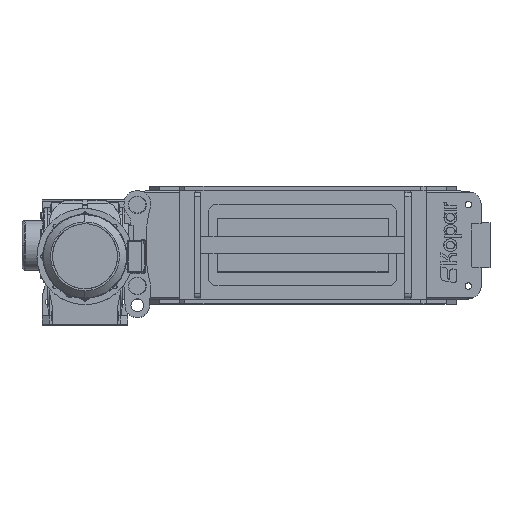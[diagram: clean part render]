
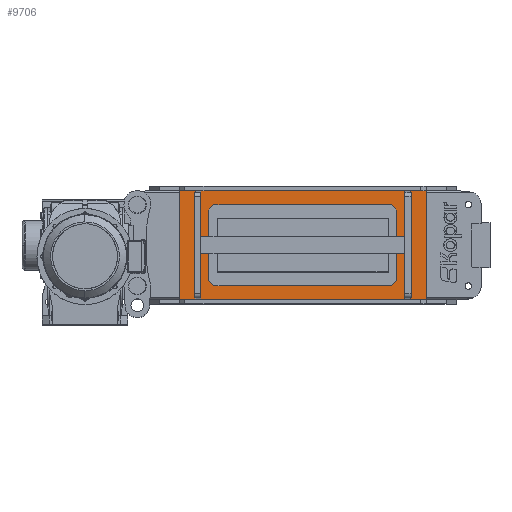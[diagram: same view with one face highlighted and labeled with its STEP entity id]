
A CAD part, top view. The second image highlights one B-rep face of the part: STEP entity #9706.
In plain terms, the highlighted planar face has unit normal (0, 0, 1).
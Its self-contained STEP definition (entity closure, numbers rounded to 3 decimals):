
#1363 = CARTESIAN_POINT ( 'NONE',  ( -441., -190., 293. ) ) ;
#2294 = LINE ( 'NONE', #38514, #113263 ) ;
#3902 = VERTEX_POINT ( 'NONE', #107576 ) ;
#3952 = CARTESIAN_POINT ( 'NONE',  ( -441., 165., 293. ) ) ;
#4698 = ORIENTED_EDGE ( 'NONE', *, *, #68883, .T. ) ;
#4773 = LINE ( 'NONE', #107629, #92690 ) ;
#6104 = EDGE_CURVE ( 'NONE', #44346, #84999, #112094, .T. ) ;
#7637 = VECTOR ( 'NONE', #108425, 1000. ) ;
#8184 = EDGE_CURVE ( 'NONE', #86600, #60370, #29731, .T. ) ;
#9238 = VECTOR ( 'NONE', #73138, 1000. ) ;
#9700 = EDGE_CURVE ( 'NONE', #102792, #44346, #117279, .T. ) ;
#9706 = ADVANCED_FACE ( 'NONE', ( #27088, #54323 ), #98529, .T. ) ;
#9839 = VERTEX_POINT ( 'NONE', #36730 ) ;
#13481 = LINE ( 'NONE', #106047, #44613 ) ;
#13522 = ORIENTED_EDGE ( 'NONE', *, *, #83079, .T. ) ;
#15758 = ORIENTED_EDGE ( 'NONE', *, *, #43599, .T. ) ;
#17941 = EDGE_CURVE ( 'NONE', #37750, #9839, #91961, .T. ) ;
#18144 = CARTESIAN_POINT ( 'NONE',  ( -441., 190., 293. ) ) ;
#23372 = LINE ( 'NONE', #25149, #28457 ) ;
#24962 = EDGE_CURVE ( 'NONE', #3902, #102792, #37789, .T. ) ;
#25149 = CARTESIAN_POINT ( 'NONE',  ( 441., 190., 293. ) ) ;
#26881 = ORIENTED_EDGE ( 'NONE', *, *, #17941, .T. ) ;
#27088 = FACE_BOUND ( 'NONE', #91064, .T. ) ;
#28294 = DIRECTION ( 'NONE',  ( 0., 0., 1. ) ) ;
#28457 = VECTOR ( 'NONE', #89345, 1000. ) ;
#29731 = LINE ( 'NONE', #1363, #101924 ) ;
#30347 = ORIENTED_EDGE ( 'NONE', *, *, #119370, .T. ) ;
#30383 = CARTESIAN_POINT ( 'NONE',  ( -582., 275., 293. ) ) ;
#34350 = ORIENTED_EDGE ( 'NONE', *, *, #43094, .T. ) ;
#36730 = CARTESIAN_POINT ( 'NONE',  ( 416., 190., 293. ) ) ;
#37750 = VERTEX_POINT ( 'NONE', #68287 ) ;
#37789 = LINE ( 'NONE', #63312, #100817 ) ;
#38514 = CARTESIAN_POINT ( 'NONE',  ( 416., -190., 293. ) ) ;
#43094 = EDGE_CURVE ( 'NONE', #105476, #58130, #23372, .T. ) ;
#43599 = EDGE_CURVE ( 'NONE', #9839, #105476, #68967, .T. ) ;
#44346 = VERTEX_POINT ( 'NONE', #98855 ) ;
#44613 = VECTOR ( 'NONE', #69763, 1000. ) ;
#51116 = VERTEX_POINT ( 'NONE', #3952 ) ;
#51815 = CARTESIAN_POINT ( 'NONE',  ( -416., -190., 293. ) ) ;
#52536 = CARTESIAN_POINT ( 'NONE',  ( 578., -275., 293. ) ) ;
#54323 = FACE_OUTER_BOUND ( 'NONE', #81009, .T. ) ;
#58130 = VERTEX_POINT ( 'NONE', #64790 ) ;
#58444 = VECTOR ( 'NONE', #119716, 1000. ) ;
#59073 = ORIENTED_EDGE ( 'NONE', *, *, #8184, .T. ) ;
#60370 = VERTEX_POINT ( 'NONE', #51815 ) ;
#63312 = CARTESIAN_POINT ( 'NONE',  ( -582., -275., 293. ) ) ;
#64790 = CARTESIAN_POINT ( 'NONE',  ( 441., -165., 293. ) ) ;
#66161 = EDGE_CURVE ( 'NONE', #60370, #66322, #4773, .T. ) ;
#66322 = VERTEX_POINT ( 'NONE', #116385 ) ;
#66948 = CARTESIAN_POINT ( 'NONE',  ( 441., 165., 293. ) ) ;
#68287 = CARTESIAN_POINT ( 'NONE',  ( -416., 190., 293. ) ) ;
#68883 = EDGE_CURVE ( 'NONE', #66322, #51116, #94581, .T. ) ;
#68967 = LINE ( 'NONE', #78631, #113333 ) ;
#69745 = LINE ( 'NONE', #96978, #7637 ) ;
#69763 = DIRECTION ( 'NONE',  ( 0.707, 0.707, 0. ) ) ;
#71215 = CARTESIAN_POINT ( 'NONE',  ( 416., -190., 293. ) ) ;
#73138 = DIRECTION ( 'NONE',  ( 0., 1., 0. ) ) ;
#73717 = DIRECTION ( 'NONE',  ( 0., 1., 0. ) ) ;
#74000 = CARTESIAN_POINT ( 'NONE',  ( -578., 275., 293. ) ) ;
#74639 = CARTESIAN_POINT ( 'NONE',  ( -441., 190., 293. ) ) ;
#77434 = DIRECTION ( 'NONE',  ( 0.707, -0.707, 0. ) ) ;
#77595 = DIRECTION ( 'NONE',  ( -1., 0., 0. ) ) ;
#78631 = CARTESIAN_POINT ( 'NONE',  ( 441., 165., 293. ) ) ;
#79615 = ORIENTED_EDGE ( 'NONE', *, *, #6104, .T. ) ;
#81009 = EDGE_LOOP ( 'NONE', ( #79615, #89271, #95958, #86510 ) ) ;
#81044 = EDGE_CURVE ( 'NONE', #84999, #3902, #69745, .T. ) ;
#82607 = CARTESIAN_POINT ( 'NONE',  ( 578., -275., 293. ) ) ;
#83079 = EDGE_CURVE ( 'NONE', #51116, #37750, #13481, .T. ) ;
#83745 = DIRECTION ( 'NONE',  ( 0., 1., 0. ) ) ;
#84999 = VERTEX_POINT ( 'NONE', #74000 ) ;
#86510 = ORIENTED_EDGE ( 'NONE', *, *, #9700, .T. ) ;
#86600 = VERTEX_POINT ( 'NONE', #71215 ) ;
#89271 = ORIENTED_EDGE ( 'NONE', *, *, #81044, .T. ) ;
#89345 = DIRECTION ( 'NONE',  ( 0., -1., 0. ) ) ;
#91064 = EDGE_LOOP ( 'NONE', ( #34350, #30347, #59073, #108960, #4698, #13522, #26881, #15758 ) ) ;
#91961 = LINE ( 'NONE', #18144, #58444 ) ;
#92340 = DIRECTION ( 'NONE',  ( 1., 0., 0. ) ) ;
#92462 = CARTESIAN_POINT ( 'NONE',  ( 582., -275., 293. ) ) ;
#92690 = VECTOR ( 'NONE', #107023, 1000. ) ;
#94581 = LINE ( 'NONE', #74639, #104246 ) ;
#94827 = DIRECTION ( 'NONE',  ( -0.707, -0.707, 0. ) ) ;
#95019 = VECTOR ( 'NONE', #77595, 1000. ) ;
#95958 = ORIENTED_EDGE ( 'NONE', *, *, #24962, .T. ) ;
#96978 = CARTESIAN_POINT ( 'NONE',  ( -578., -275., 293. ) ) ;
#98529 = PLANE ( 'NONE',  #105810 ) ;
#98855 = CARTESIAN_POINT ( 'NONE',  ( 578., 275., 293. ) ) ;
#100817 = VECTOR ( 'NONE', #92340, 1000. ) ;
#101924 = VECTOR ( 'NONE', #113226, 1000. ) ;
#102792 = VERTEX_POINT ( 'NONE', #82607 ) ;
#104246 = VECTOR ( 'NONE', #83745, 1000. ) ;
#105476 = VERTEX_POINT ( 'NONE', #66948 ) ;
#105810 = AXIS2_PLACEMENT_3D ( 'NONE', #92462, #28294, #73717 ) ;
#106047 = CARTESIAN_POINT ( 'NONE',  ( -416., 190., 293. ) ) ;
#107023 = DIRECTION ( 'NONE',  ( -0.707, 0.707, 0. ) ) ;
#107576 = CARTESIAN_POINT ( 'NONE',  ( -578., -275., 293. ) ) ;
#107629 = CARTESIAN_POINT ( 'NONE',  ( -441., -165., 293. ) ) ;
#108425 = DIRECTION ( 'NONE',  ( 0., -1., 0. ) ) ;
#108960 = ORIENTED_EDGE ( 'NONE', *, *, #66161, .T. ) ;
#112094 = LINE ( 'NONE', #30383, #95019 ) ;
#113226 = DIRECTION ( 'NONE',  ( -1., 0., 0. ) ) ;
#113263 = VECTOR ( 'NONE', #94827, 1000. ) ;
#113333 = VECTOR ( 'NONE', #77434, 1000. ) ;
#116385 = CARTESIAN_POINT ( 'NONE',  ( -441., -165., 293. ) ) ;
#117279 = LINE ( 'NONE', #52536, #9238 ) ;
#119370 = EDGE_CURVE ( 'NONE', #58130, #86600, #2294, .T. ) ;
#119716 = DIRECTION ( 'NONE',  ( 1., 0., 0. ) ) ;
